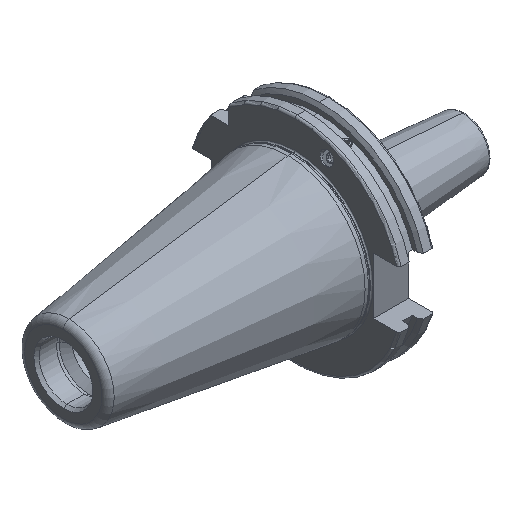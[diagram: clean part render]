
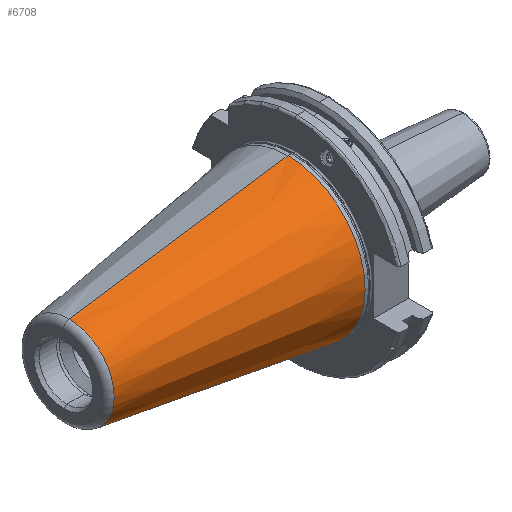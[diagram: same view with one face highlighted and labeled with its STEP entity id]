
A CAD part, isometric view. The second image highlights one B-rep face of the part: STEP entity #6708.
In plain terms, the highlighted conical face has half-angle 8.297 degrees and reference radius 34.925 mm.
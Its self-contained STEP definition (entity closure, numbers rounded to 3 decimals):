
#51 = AXIS2_PLACEMENT_3D ( 'NONE', #3879, #269, #5036 ) ;
#269 = DIRECTION ( 'NONE',  ( -1., 0., 0. ) ) ;
#920 = CARTESIAN_POINT ( 'NONE',  ( 0., 0., -34.925 ) ) ;
#1107 = ORIENTED_EDGE ( 'NONE', *, *, #4924, .T. ) ;
#1217 = CARTESIAN_POINT ( 'NONE',  ( -99.183, 0., 20.461 ) ) ;
#1294 = CARTESIAN_POINT ( 'NONE',  ( 0., 0., -34.925 ) ) ;
#1301 = CARTESIAN_POINT ( 'NONE',  ( 0., 0., 34.925 ) ) ;
#1385 = CIRCLE ( 'NONE', #3009, 20.461 ) ;
#1885 = DIRECTION ( 'NONE',  ( 1., 0., 0. ) ) ;
#2707 = EDGE_CURVE ( 'NONE', #4914, #6726, #6234, .T. ) ;
#2969 = LINE ( 'NONE', #4136, #5887 ) ;
#3009 = AXIS2_PLACEMENT_3D ( 'NONE', #3040, #6901, #4842 ) ;
#3040 = CARTESIAN_POINT ( 'NONE',  ( -99.183, 0., 0. ) ) ;
#3058 = FACE_OUTER_BOUND ( 'NONE', #7265, .T. ) ;
#3362 = ORIENTED_EDGE ( 'NONE', *, *, #2707, .T. ) ;
#3431 = EDGE_CURVE ( 'NONE', #5133, #5846, #2969, .T. ) ;
#3879 = CARTESIAN_POINT ( 'NONE',  ( 0., 0., 0. ) ) ;
#3954 = EDGE_CURVE ( 'NONE', #4914, #5133, #1385, .T. ) ;
#4136 = CARTESIAN_POINT ( 'NONE',  ( 0., 0., 34.925 ) ) ;
#4198 = ORIENTED_EDGE ( 'NONE', *, *, #3954, .F. ) ;
#4842 = DIRECTION ( 'NONE',  ( 0., 0., 1. ) ) ;
#4907 = CARTESIAN_POINT ( 'NONE',  ( 0., 0., 0. ) ) ;
#4914 = VERTEX_POINT ( 'NONE', #6897 ) ;
#4924 = EDGE_CURVE ( 'NONE', #6726, #5846, #6679, .T. ) ;
#4927 = DIRECTION ( 'NONE',  ( 0.99, 0., -0.144 ) ) ;
#4980 = VECTOR ( 'NONE', #4927, 1000. ) ;
#5000 = AXIS2_PLACEMENT_3D ( 'NONE', #4907, #1885, #6610 ) ;
#5036 = DIRECTION ( 'NONE',  ( 0., 0., 1. ) ) ;
#5129 = CONICAL_SURFACE ( 'NONE', #5000, 34.925, 0.145 ) ;
#5133 = VERTEX_POINT ( 'NONE', #1217 ) ;
#5846 = VERTEX_POINT ( 'NONE', #1301 ) ;
#5887 = VECTOR ( 'NONE', #7234, 1000. ) ;
#5890 = ORIENTED_EDGE ( 'NONE', *, *, #3431, .F. ) ;
#6234 = LINE ( 'NONE', #920, #4980 ) ;
#6610 = DIRECTION ( 'NONE',  ( 0., 0., -1. ) ) ;
#6679 = CIRCLE ( 'NONE', #51, 34.925 ) ;
#6708 = ADVANCED_FACE ( 'NONE', ( #3058 ), #5129, .T. ) ;
#6726 = VERTEX_POINT ( 'NONE', #1294 ) ;
#6897 = CARTESIAN_POINT ( 'NONE',  ( -99.183, 0., -20.461 ) ) ;
#6901 = DIRECTION ( 'NONE',  ( -1., 0., 0. ) ) ;
#7234 = DIRECTION ( 'NONE',  ( 0.99, 0., 0.144 ) ) ;
#7265 = EDGE_LOOP ( 'NONE', ( #5890, #4198, #3362, #1107 ) ) ;
